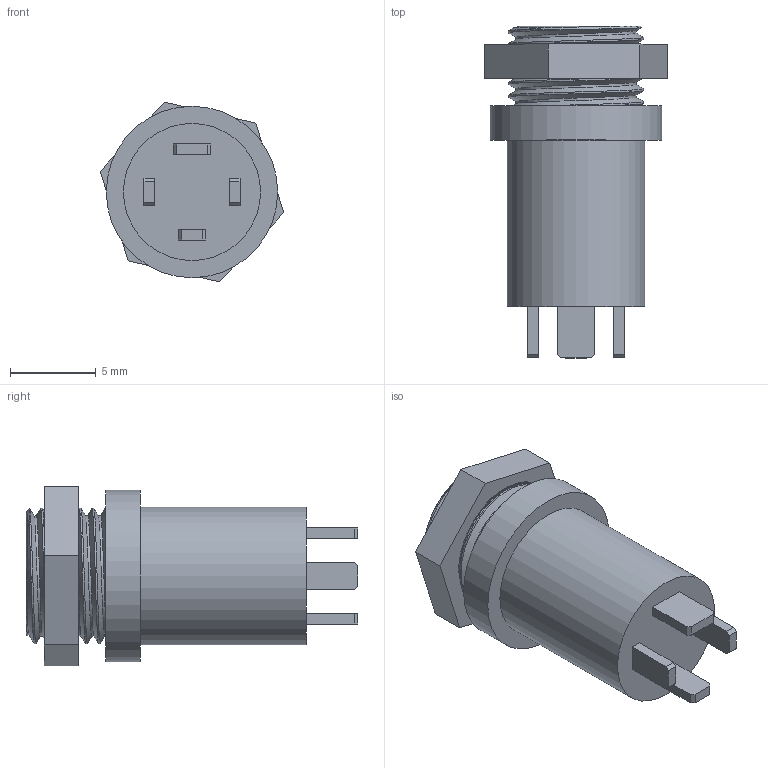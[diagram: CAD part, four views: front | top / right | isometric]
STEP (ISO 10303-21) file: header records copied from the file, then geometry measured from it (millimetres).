
FILE_DESCRIPTION(/* description */ (''),/* implementation_level */ '2;1');
FILE_NAME(/* name */ 'Stephen - Audio Jack v7.step',/* time_stamp */ '2022-03-14T09:16:08-04:00',/* author */ (''),/* organization */ (''),/* preprocessor_version */ 'ST-DEVELOPER v18.1',/* originating_system */ 'Autodesk Translation Framework v10.9.0.1377',/* authorisation */ '');
FILE_SCHEMA (('AUTOMOTIVE_DESIGN { 1 0 10303 214 3 1 1 }'));
Length unit declared in the file: millimetre
Products named in the file (1): Stephen - Audio Jack
Bounding box: 10.7 x 19.35 x 10.48 mm (x, y, z)
Volume: 797.6 mm3; surface area: 1037.5 mm2
Topology: 6 solids, 6 shells, 79 faces, 195 edges, 131 vertices
Faces by surface type: plane 45, cylinder 25, bspline 6, cone 3
Full cylindrical faces by diameter (mm): 4 x1, 7.048 x1, 7.283 x1, 7.908 x2, 8 x1, 10 x1
Entity records: 4155 total; most frequent: CARTESIAN_POINT 2359, ORIENTED_EDGE 390, DIRECTION 296, EDGE_CURVE 195, VERTEX_POINT 131, LINE 112, VECTOR 112, AXIS2_PLACEMENT_3D 92
